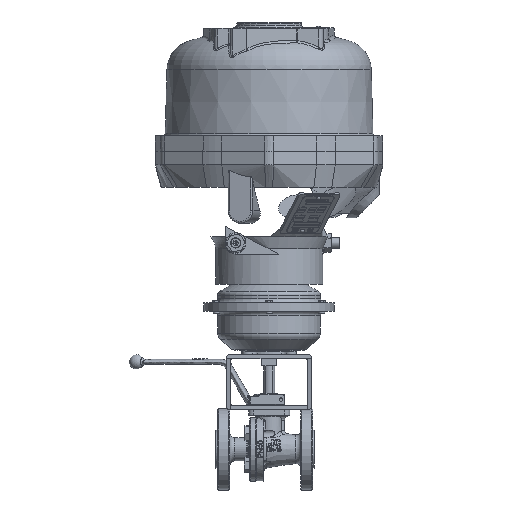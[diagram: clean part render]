
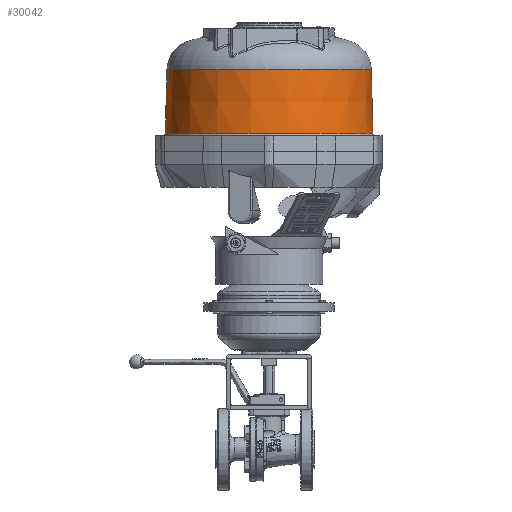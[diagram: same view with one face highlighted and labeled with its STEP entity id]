
A CAD part, left-side view. The second image highlights one B-rep face of the part: STEP entity #30042.
In plain terms, the highlighted conical face has half-angle 1.5 degrees and reference radius 119.301 mm.
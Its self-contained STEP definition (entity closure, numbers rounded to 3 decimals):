
#2680=CONICAL_SURFACE('',#32525,119.301,0.026);
#3520=LINE('',#71248,#5818);
#5818=VECTOR('',#37488,119.301);
#8446=FACE_OUTER_BOUND('',#10417,.T.);
#10417=EDGE_LOOP('',(#23866,#23867,#23868,#23869,#23870,#23871));
#12333=CIRCLE('',#32523,119.301);
#12334=CIRCLE('',#32524,119.301);
#12335=CIRCLE('',#32526,121.247);
#12336=CIRCLE('',#32527,121.247);
#14154=VERTEX_POINT('',#71239);
#14155=VERTEX_POINT('',#71241);
#14156=VERTEX_POINT('',#71245);
#14157=VERTEX_POINT('',#71246);
#17634=EDGE_CURVE('',#14154,#14155,#12333,.T.);
#17635=EDGE_CURVE('',#14155,#14154,#12334,.T.);
#17636=EDGE_CURVE('',#14156,#14157,#12335,.T.);
#17637=EDGE_CURVE('',#14157,#14155,#3520,.T.);
#17638=EDGE_CURVE('',#14157,#14156,#12336,.T.);
#23866=ORIENTED_EDGE('',*,*,#17636,.T.);
#23867=ORIENTED_EDGE('',*,*,#17637,.T.);
#23868=ORIENTED_EDGE('',*,*,#17634,.F.);
#23869=ORIENTED_EDGE('',*,*,#17635,.F.);
#23870=ORIENTED_EDGE('',*,*,#17637,.F.);
#23871=ORIENTED_EDGE('',*,*,#17638,.T.);
#30042=ADVANCED_FACE('',(#8446),#2680,.T.);
#32523=AXIS2_PLACEMENT_3D('',#71242,#37480,#37481);
#32524=AXIS2_PLACEMENT_3D('',#71243,#37482,#37483);
#32525=AXIS2_PLACEMENT_3D('',#71244,#37484,#37485);
#32526=AXIS2_PLACEMENT_3D('',#71247,#37486,#37487);
#32527=AXIS2_PLACEMENT_3D('',#71249,#37489,#37490);
#37480=DIRECTION('center_axis',(0.,0.,1.));
#37481=DIRECTION('ref_axis',(1.,0.,0.));
#37482=DIRECTION('center_axis',(0.,0.,1.));
#37483=DIRECTION('ref_axis',(1.,0.,0.));
#37484=DIRECTION('center_axis',(0.,0.,-1.));
#37485=DIRECTION('ref_axis',(-1.,0.,0.));
#37486=DIRECTION('center_axis',(0.,0.,1.));
#37487=DIRECTION('ref_axis',(-1.,0.,0.));
#37488=DIRECTION('',(-0.026,0.,1.));
#37489=DIRECTION('center_axis',(0.,0.,1.));
#37490=DIRECTION('ref_axis',(-1.,0.,0.));
#71239=CARTESIAN_POINT('',(-142.275,-15.682,-55.68));
#71241=CARTESIAN_POINT('',(96.326,-15.682,-55.68));
#71242=CARTESIAN_POINT('Origin',(-22.974,-15.682,-55.68));
#71243=CARTESIAN_POINT('Origin',(-22.974,-15.682,-55.68));
#71244=CARTESIAN_POINT('Origin',(-22.974,-15.682,-55.68));
#71245=CARTESIAN_POINT('',(-144.221,-15.682,-130.019));
#71246=CARTESIAN_POINT('',(98.273,-15.682,-130.019));
#71247=CARTESIAN_POINT('Origin',(-22.974,-15.682,-130.019));
#71248=CARTESIAN_POINT('',(96.326,-15.682,-55.68));
#71249=CARTESIAN_POINT('Origin',(-22.974,-15.682,-130.019));
